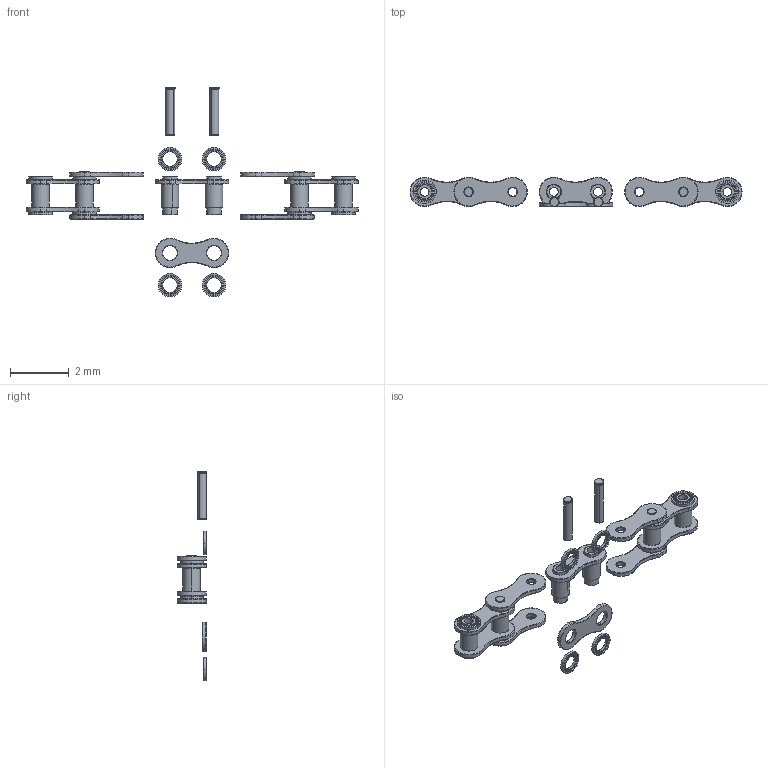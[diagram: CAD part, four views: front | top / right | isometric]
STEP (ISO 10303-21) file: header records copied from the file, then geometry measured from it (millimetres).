
FILE_DESCRIPTION (( 'STEP AP214' ), '1' );
FILE_NAME ('Assem2.STEP', '2018-04-14T08:03:56', ( '' ), ( '' ), 'SwSTEP 2.0', 'SolidWorks 2015', '' );
FILE_SCHEMA (( 'AUTOMOTIVE_DESIGN' ));
Length unit declared in the file: millimetre
Products named in the file (7): Assem1; Part5; Part3; Part4; Part2; Part1; Assem2
Assembly tree (25 placements, depth 3):
  Assem2
    Part1  x2
    Part2  x2
    Part4  x2
    Part3  x4
    Assem1  x2
      Part1
      Part2
      Part3
      Part4
      Part5
Bounding box: 11.32 x 1.02 x 7.15 mm (x, y, z)
Volume: 5.7 mm3; surface area: 105.2 mm2
Topology: 36 solids, 36 shells, 1076 faces, 2224 edges, 1288 vertices
Faces by surface type: torus 584, cylinder 292, plane 140, bspline 60
Entity records: 4732 total; most frequent: CARTESIAN_POINT 1101, DIRECTION 846, ORIENTED_EDGE 612, AXIS2_PLACEMENT_3D 401, EDGE_CURVE 306, CIRCLE 238, VERTEX_POINT 176, EDGE_LOOP 164
